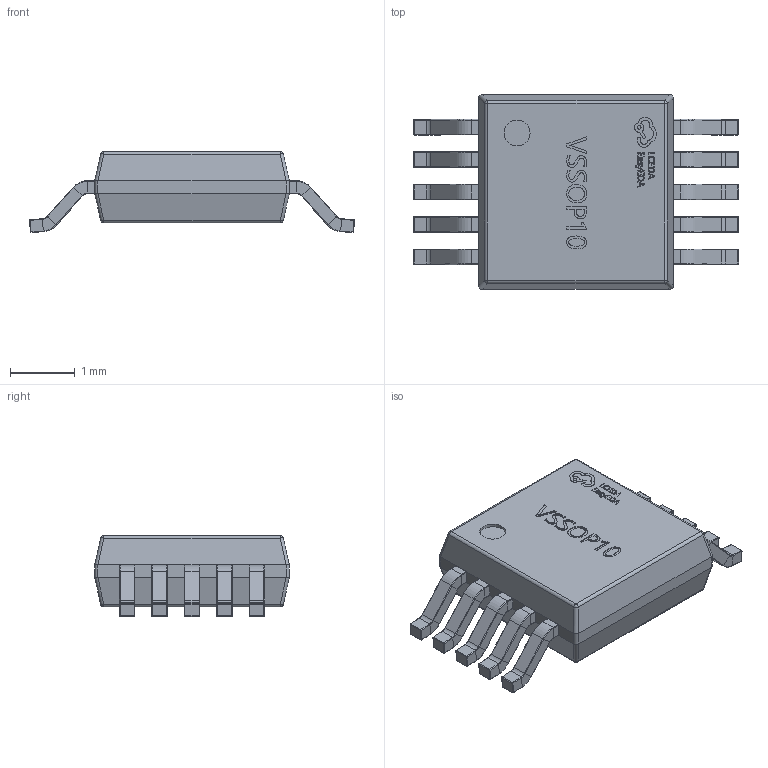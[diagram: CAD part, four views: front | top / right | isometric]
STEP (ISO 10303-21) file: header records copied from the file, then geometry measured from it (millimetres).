
FILE_DESCRIPTION (( 'STEP AP214' ), '1' );
FILE_NAME ('VSSOP-10_L3.0-W3.0-H1.1-LS4.9-P0.50.step', '2022-07-26T10:55:10', ( '' ), ( '' ), 'SwSTEP 2.0', 'SolidWorks 2020', '' );
FILE_SCHEMA (( 'AUTOMOTIVE_DESIGN' ));
Length unit declared in the file: millimetre
Products named in the file (1): VSSOP-10_L3.0-W3.0-H1.1-LS4.9-P0.50
Bounding box: 5.01 x 3 x 1.25 mm (x, y, z)
Volume: 9.9 mm3; surface area: 40.4 mm2
Topology: 24 solids, 24 shells, 928 faces, 2152 edges, 1270 vertices
Faces by surface type: plane 408, cylinder 222, bspline 160, torus 80, sphere 58
Entity records: 39909 total; most frequent: CARTESIAN_POINT 9555, ORIENTED_EDGE 4224, DIRECTION 3830, EDGE_CURVE 2112, AXIS2_PLACEMENT_3D 1297, VERTEX_POINT 1250, LINE 1236, VECTOR 1236
